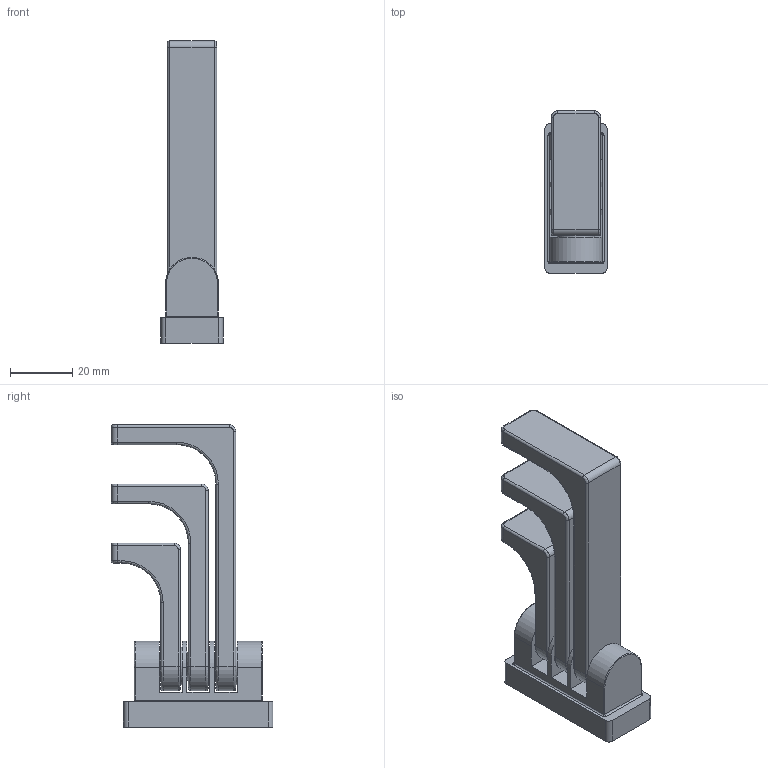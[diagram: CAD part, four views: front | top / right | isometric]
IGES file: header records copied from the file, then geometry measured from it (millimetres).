
Start section:  PTC IGES file: 3011t.igs
Global section: file name: 3011t.igs; native system: Creo Parametric by PTC Inc.; preprocessor: 2019352; author: rsmith; organization: Unknown; date: 20220628.083528; units: inch
Bounding box: 19.99 x 52.12 x 97.26 mm (x, y, z)
Surface area: 17168.3 mm2 (no closed solid volume)
Topology: 0 solids, 0 shells, 152 faces, 696 edges, 696 vertices
Faces by surface type: revolution 109, bspline 43
